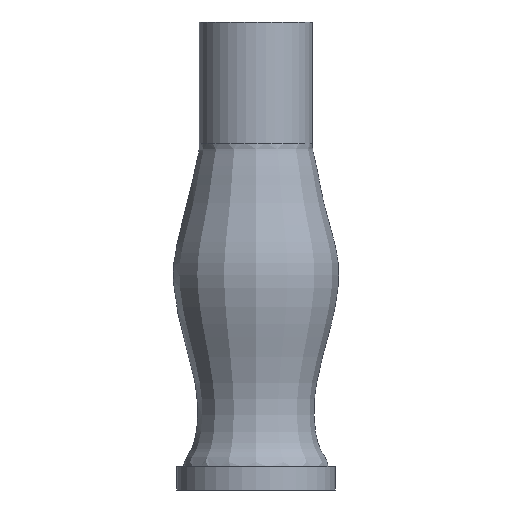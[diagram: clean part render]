
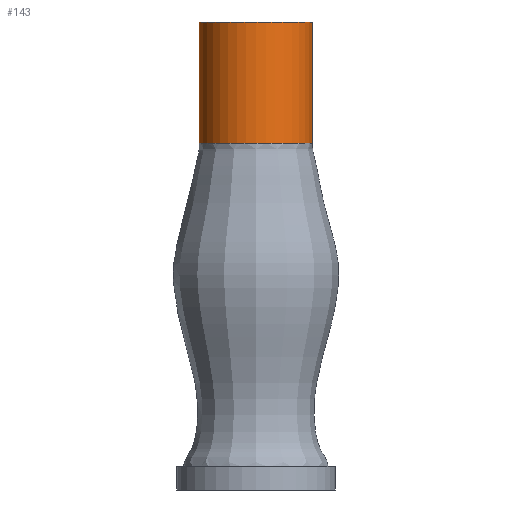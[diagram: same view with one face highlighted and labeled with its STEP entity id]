
A CAD part, front view. The second image highlights one B-rep face of the part: STEP entity #143.
In plain terms, the highlighted cylindrical face has radius 186.013 mm (diameter 372.027 mm), a full revolution.
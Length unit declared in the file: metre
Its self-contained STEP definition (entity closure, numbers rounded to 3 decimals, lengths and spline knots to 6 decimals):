
#14=CYLINDRICAL_SURFACE('',#171,0.186013);
#22=ORIENTED_EDGE('',*,*,#47,.T.);
#23=ORIENTED_EDGE('',*,*,#48,.F.);
#47=EDGE_CURVE('',#60,#60,#73,.T.);
#48=EDGE_CURVE('',#61,#61,#74,.T.);
#60=VERTEX_POINT('',#247);
#61=VERTEX_POINT('',#250);
#73=CIRCLE('',#170,0.186013);
#74=CIRCLE('',#172,0.186013);
#87=EDGE_LOOP('',(#22));
#88=EDGE_LOOP('',(#23));
#113=FACE_BOUND('',#87,.T.);
#114=FACE_BOUND('',#88,.T.);
#143=ADVANCED_FACE('',(#113,#114),#14,.T.);
#170=AXIS2_PLACEMENT_3D('',#246,#198,#199);
#171=AXIS2_PLACEMENT_3D('',#248,#200,#201);
#172=AXIS2_PLACEMENT_3D('',#249,#202,#203);
#198=DIRECTION('',(0.,0.,-1.));
#199=DIRECTION('',(-1.,0.,0.));
#200=DIRECTION('',(0.,0.,-1.));
#201=DIRECTION('',(-1.,0.,0.));
#202=DIRECTION('',(0.,0.,-1.));
#203=DIRECTION('',(-1.,0.,0.));
#246=CARTESIAN_POINT('',(0.,0.,1.103406));
#247=CARTESIAN_POINT('',(-0.186013,0.,1.103406));
#248=CARTESIAN_POINT('',(0.,0.,0.126411));
#249=CARTESIAN_POINT('',(0.,0.,0.704769));
#250=CARTESIAN_POINT('',(-0.186013,0.,0.704769));
